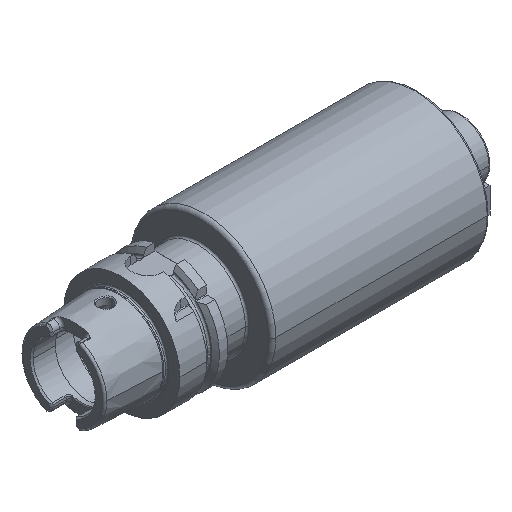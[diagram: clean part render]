
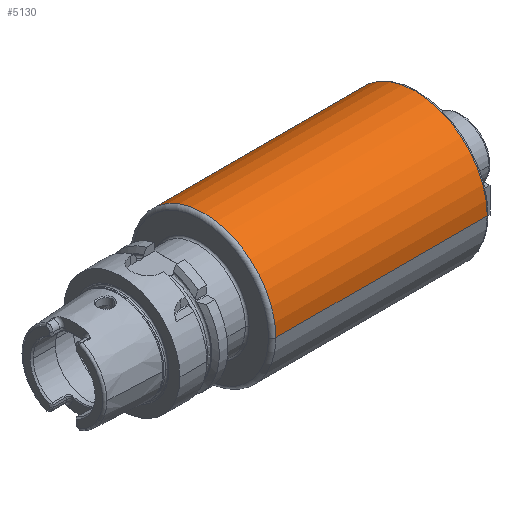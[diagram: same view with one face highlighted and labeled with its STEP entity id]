
A CAD part, isometric view. The second image highlights one B-rep face of the part: STEP entity #5130.
In plain terms, the highlighted cylindrical face has radius 39 mm (diameter 78 mm), a partial arc.
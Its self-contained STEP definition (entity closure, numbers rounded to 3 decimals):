
#1531=DIRECTION('',(-1.,0.,0.));
#1532=VECTOR('',#1531,114.5);
#1533=CARTESIAN_POINT('',(159.,-39.,0.));
#1534=LINE('',#1533,#1532);
#1540=DIRECTION('',(-1.,0.,0.));
#1541=VECTOR('',#1540,114.5);
#1542=CARTESIAN_POINT('',(159.,39.,0.));
#1543=LINE('',#1542,#1541);
#1544=CARTESIAN_POINT('',(44.5,0.,0.));
#1545=DIRECTION('',(1.,0.,0.));
#1546=DIRECTION('',(0.,1.,0.));
#1547=AXIS2_PLACEMENT_3D('',#1544,#1545,#1546);
#1549=CARTESIAN_POINT('',(159.,0.,0.));
#1550=DIRECTION('',(-1.,0.,0.));
#1551=DIRECTION('',(0.,-1.,0.));
#1552=AXIS2_PLACEMENT_3D('',#1549,#1550,#1551);
#3267=CARTESIAN_POINT('',(159.,39.,0.));
#3268=CARTESIAN_POINT('',(159.,-39.,0.));
#3269=VERTEX_POINT('',#3267);
#3270=VERTEX_POINT('',#3268);
#3368=CARTESIAN_POINT('',(44.5,-39.,0.));
#3369=CARTESIAN_POINT('',(44.5,39.,0.));
#3370=VERTEX_POINT('',#3368);
#3371=VERTEX_POINT('',#3369);
#5117=CARTESIAN_POINT('',(18.1,0.,0.));
#5118=DIRECTION('',(1.,0.,0.));
#5119=DIRECTION('',(0.,-1.,0.));
#5120=AXIS2_PLACEMENT_3D('',#5117,#5118,#5119);
#5121=CYLINDRICAL_SURFACE('',#5120,39.);
#5123=ORIENTED_EDGE('',*,*,#5122,.F.);
#5124=ORIENTED_EDGE('',*,*,#5112,.F.);
#5126=ORIENTED_EDGE('',*,*,#5125,.F.);
#5127=ORIENTED_EDGE('',*,*,#5108,.T.);
#5128=EDGE_LOOP('',(#5123,#5124,#5126,#5127));
#5129=FACE_OUTER_BOUND('',#5128,.F.);
#5130=ADVANCED_FACE('',(#5129),#5121,.T.);
#1548=CIRCLE('',#1547,39.);
#1553=CIRCLE('',#1552,39.);
#5108=EDGE_CURVE('',#3270,#3370,#1534,.T.);
#5112=EDGE_CURVE('',#3269,#3371,#1543,.T.);
#5122=EDGE_CURVE('',#3371,#3370,#1548,.T.);
#5125=EDGE_CURVE('',#3270,#3269,#1553,.T.);
